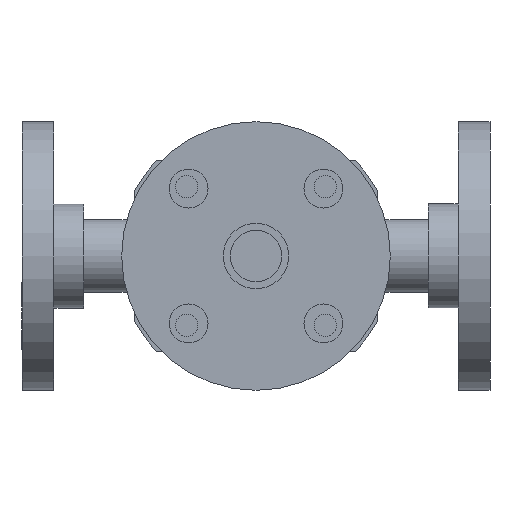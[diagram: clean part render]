
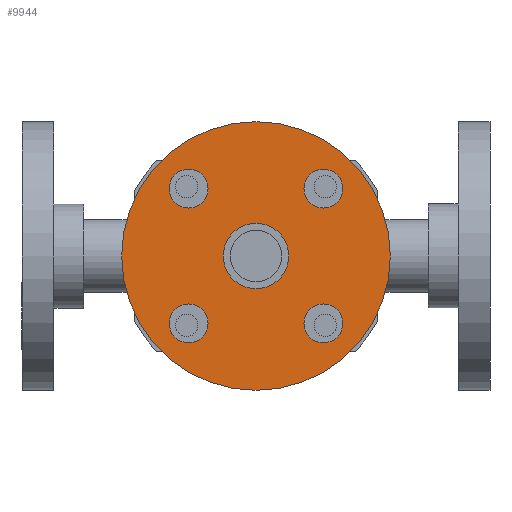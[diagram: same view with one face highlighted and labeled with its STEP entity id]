
A CAD part, front view. The second image highlights one B-rep face of the part: STEP entity #9944.
In plain terms, the highlighted planar face has unit normal (0, -1, 0).
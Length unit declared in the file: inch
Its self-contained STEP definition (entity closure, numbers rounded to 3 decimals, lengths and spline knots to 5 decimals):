
#9869=CARTESIAN_POINT('',(1.9375,-1.875,0.));
#9870=VERTEX_POINT('',#9869);
#9871=CARTESIAN_POINT('',(0.,-1.875,0.));
#9872=DIRECTION('',(0.0,1.0,0.0));
#9873=DIRECTION('',(1.0,0.0,0.0));
#9874=AXIS2_PLACEMENT_3D('',#9871,#9872,#9873);
#9875=CIRCLE('',#9874,1.9375);
#9876=EDGE_CURVE('',#9870,#9870,#9875,.T.);
#9881=CARTESIAN_POINT('',(1.205,-1.875,0.));
#9882=DIRECTION('',(0.0,-1.0,0.0));
#9883=DIRECTION('',(0.0,0.0,1.0));
#9884=AXIS2_PLACEMENT_3D('',#9881,#9882,#9883);
#9885=PLANE('',#9884);
#9886=ORIENTED_EDGE('',*,*,#9876,.F.);
#9887=EDGE_LOOP('',(#9886));
#9888=FACE_OUTER_BOUND('',#9887,.T.);
#9889=CARTESIAN_POINT('',(0.97227,-1.875,0.69227));
#9890=VERTEX_POINT('',#9889);
#9891=CARTESIAN_POINT('',(0.97227,-1.875,0.97227));
#9892=DIRECTION('',(0.0,1.0,0.0));
#9893=DIRECTION('',(0.0,0.0,1.0));
#9894=AXIS2_PLACEMENT_3D('',#9891,#9892,#9893);
#9895=CIRCLE('',#9894,0.28);
#9896=EDGE_CURVE('',#9890,#9890,#9895,.T.);
#9897=ORIENTED_EDGE('',*,*,#9896,.T.);
#9898=EDGE_LOOP('',(#9897));
#9899=FACE_BOUND('',#9898,.T.);
#9900=CARTESIAN_POINT('',(-0.69227,-1.875,0.97227));
#9901=VERTEX_POINT('',#9900);
#9902=CARTESIAN_POINT('',(-0.97227,-1.875,0.97227));
#9903=DIRECTION('',(0.0,1.0,0.0));
#9904=DIRECTION('',(-1.0,0.0,0.0));
#9905=AXIS2_PLACEMENT_3D('',#9902,#9903,#9904);
#9906=CIRCLE('',#9905,0.28);
#9907=EDGE_CURVE('',#9901,#9901,#9906,.T.);
#9908=ORIENTED_EDGE('',*,*,#9907,.T.);
#9909=EDGE_LOOP('',(#9908));
#9910=FACE_BOUND('',#9909,.T.);
#9911=CARTESIAN_POINT('',(-0.97227,-1.875,-0.69227));
#9912=VERTEX_POINT('',#9911);
#9913=CARTESIAN_POINT('',(-0.97227,-1.875,-0.97227));
#9914=DIRECTION('',(0.0,1.0,0.0));
#9915=DIRECTION('',(0.0,0.0,-1.0));
#9916=AXIS2_PLACEMENT_3D('',#9913,#9914,#9915);
#9917=CIRCLE('',#9916,0.28);
#9918=EDGE_CURVE('',#9912,#9912,#9917,.T.);
#9919=ORIENTED_EDGE('',*,*,#9918,.T.);
#9920=EDGE_LOOP('',(#9919));
#9921=FACE_BOUND('',#9920,.T.);
#9922=CARTESIAN_POINT('',(0.69227,-1.875,-0.97227));
#9923=VERTEX_POINT('',#9922);
#9924=CARTESIAN_POINT('',(0.97227,-1.875,-0.97227));
#9925=DIRECTION('',(0.0,1.0,0.0));
#9926=DIRECTION('',(1.0,0.0,0.0));
#9927=AXIS2_PLACEMENT_3D('',#9924,#9925,#9926);
#9928=CIRCLE('',#9927,0.28);
#9929=EDGE_CURVE('',#9923,#9923,#9928,.T.);
#9930=ORIENTED_EDGE('',*,*,#9929,.T.);
#9931=EDGE_LOOP('',(#9930));
#9932=FACE_BOUND('',#9931,.T.);
#9933=CARTESIAN_POINT('',(0.4725,-1.875,0.));
#9934=VERTEX_POINT('',#9933);
#9935=CARTESIAN_POINT('',(0.,-1.875,0.));
#9936=DIRECTION('',(0.0,1.0,0.0));
#9937=DIRECTION('',(1.0,0.0,0.0));
#9938=AXIS2_PLACEMENT_3D('',#9935,#9936,#9937);
#9939=CIRCLE('',#9938,0.4725);
#9940=EDGE_CURVE('',#9934,#9934,#9939,.T.);
#9941=ORIENTED_EDGE('',*,*,#9940,.T.);
#9942=EDGE_LOOP('',(#9941));
#9943=FACE_BOUND('',#9942,.T.);
#9944=ADVANCED_FACE('',(#9888,#9899,#9910,#9921,#9932,#9943),#9885,.T.);
